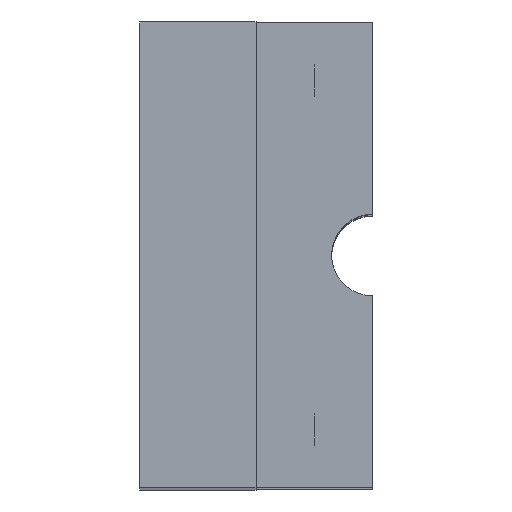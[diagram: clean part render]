
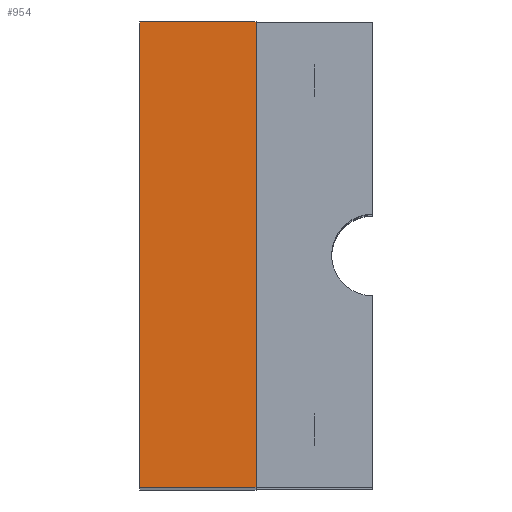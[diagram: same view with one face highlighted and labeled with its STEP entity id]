
A CAD part, top view. The second image highlights one B-rep face of the part: STEP entity #954.
In plain terms, the highlighted planar face has unit normal (0, 0, 1).
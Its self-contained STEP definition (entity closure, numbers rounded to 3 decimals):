
#86=FACE_OUTER_BOUND('',#143,.T.);
#143=EDGE_LOOP('',(#771,#772,#773,#774));
#264=LINE('',#1534,#364);
#265=LINE('',#1536,#365);
#266=LINE('',#1538,#366);
#267=LINE('',#1539,#367);
#364=VECTOR('',#1270,10.);
#365=VECTOR('',#1271,10.);
#366=VECTOR('',#1272,10.);
#367=VECTOR('',#1273,10.);
#469=VERTEX_POINT('',#1532);
#470=VERTEX_POINT('',#1533);
#471=VERTEX_POINT('',#1535);
#472=VERTEX_POINT('',#1537);
#584=EDGE_CURVE('',#469,#470,#264,.T.);
#585=EDGE_CURVE('',#469,#471,#265,.T.);
#586=EDGE_CURVE('',#472,#471,#266,.T.);
#587=EDGE_CURVE('',#470,#472,#267,.T.);
#771=ORIENTED_EDGE('',*,*,#584,.F.);
#772=ORIENTED_EDGE('',*,*,#585,.T.);
#773=ORIENTED_EDGE('',*,*,#586,.F.);
#774=ORIENTED_EDGE('',*,*,#587,.F.);
#905=PLANE('',#1058);
#954=ADVANCED_FACE('',(#86),#905,.T.);
#1058=AXIS2_PLACEMENT_3D('',#1531,#1268,#1269);
#1268=DIRECTION('center_axis',(0.,0.,1.));
#1269=DIRECTION('ref_axis',(0.,-1.,0.));
#1270=DIRECTION('',(0.,1.,0.));
#1271=DIRECTION('',(1.,0.,0.));
#1272=DIRECTION('',(0.,-1.,0.));
#1273=DIRECTION('',(1.,0.,0.));
#1531=CARTESIAN_POINT('Origin',(0.,20.,55.));
#1532=CARTESIAN_POINT('',(0.,0.,55.));
#1533=CARTESIAN_POINT('',(0.,20.,55.));
#1534=CARTESIAN_POINT('',(0.,0.,55.));
#1535=CARTESIAN_POINT('',(5.,0.,55.));
#1536=CARTESIAN_POINT('',(0.,0.,55.));
#1537=CARTESIAN_POINT('',(5.,20.,55.));
#1538=CARTESIAN_POINT('',(5.,0.,55.));
#1539=CARTESIAN_POINT('',(0.,20.,55.));
